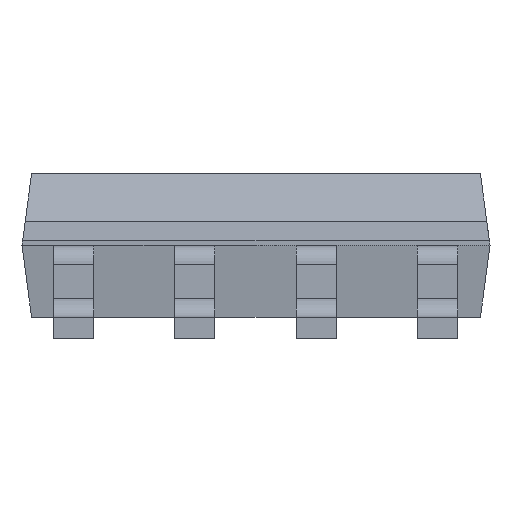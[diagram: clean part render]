
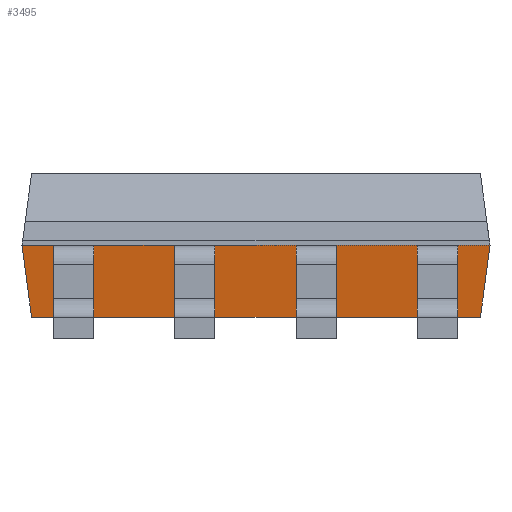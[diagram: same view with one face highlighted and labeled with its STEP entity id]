
A CAD part, left-side view. The second image highlights one B-rep face of the part: STEP entity #3495.
In plain terms, the highlighted planar face has unit normal (-0.991, 0, -0.132).
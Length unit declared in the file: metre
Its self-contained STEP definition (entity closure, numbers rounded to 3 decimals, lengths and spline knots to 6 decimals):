
#1317 = EDGE_CURVE( '', #3814, #3815, #3816, .T. );
#1435 = EDGE_CURVE( '', #3814, #4025, #4026, .T. );
#1777 = EDGE_CURVE( '', #4458, #4025, #4591, .T. );
#3205 = EDGE_CURVE( '', #3815, #4458, #6500, .T. );
#3495 = ADVANCED_FACE( '', ( #6843 ), #6844, .T. );
#3814 = VERTEX_POINT( '', #7239 );
#3815 = VERTEX_POINT( '', #7240 );
#3816 = LINE( '', #7241, #7242 );
#4025 = VERTEX_POINT( '', #7563 );
#4026 = LINE( '', #7564, #7565 );
#4458 = VERTEX_POINT( '', #8201 );
#4591 = LINE( '', #8411, #8412 );
#6500 = LINE( '', #11502, #11503 );
#6843 = FACE_OUTER_BOUND( '', #12080, .T. );
#6844 = PLANE( '', #12081 );
#7239 = CARTESIAN_POINT( '', ( -0.001869, 0.002359, 0.00021 ) );
#7240 = CARTESIAN_POINT( '', ( -0.001869, -0.002341, 0.00021 ) );
#7241 = CARTESIAN_POINT( '', ( -0.001869, 0.001234, 0.00021 ) );
#7242 = VECTOR( '', #12483, 1. );
#7563 = CARTESIAN_POINT( '', ( -0.001969, 0.002459, 0.00096 ) );
#7564 = CARTESIAN_POINT( '', ( -0.001885, 0.002374, 0.000324 ) );
#7565 = VECTOR( '', #12647, 1. );
#8201 = CARTESIAN_POINT( '', ( -0.001969, -0.002441, 0.00096 ) );
#8411 = CARTESIAN_POINT( '', ( -0.001969, 0.001234, 0.00096 ) );
#8412 = VECTOR( '', #13244, 1. );
#11502 = CARTESIAN_POINT( '', ( -0.00188, -0.002352, 0.000292 ) );
#11503 = VECTOR( '', #15887, 1. );
#12080 = EDGE_LOOP( '', ( #16493, #16494, #16495, #16496 ) );
#12081 = AXIS2_PLACEMENT_3D( '', #16497, #16498, #16499 );
#12483 = DIRECTION( '', ( 0., -1., 0. ) );
#12647 = DIRECTION( '', ( -0.131, 0.131, 0.983 ) );
#13244 = DIRECTION( '', ( 0., 1., 0. ) );
#15887 = DIRECTION( '', ( -0.131, -0.131, 0.983 ) );
#16493 = ORIENTED_EDGE( '', *, *, #1435, .F. );
#16494 = ORIENTED_EDGE( '', *, *, #1317, .T. );
#16495 = ORIENTED_EDGE( '', *, *, #3205, .T. );
#16496 = ORIENTED_EDGE( '', *, *, #1777, .T. );
#16497 = CARTESIAN_POINT( '', ( -0.001919, 0.001234, 0.000585 ) );
#16498 = DIRECTION( '', ( -0.991, 0., -0.132 ) );
#16499 = DIRECTION( '', ( -0.132, 0., 0.991 ) );
